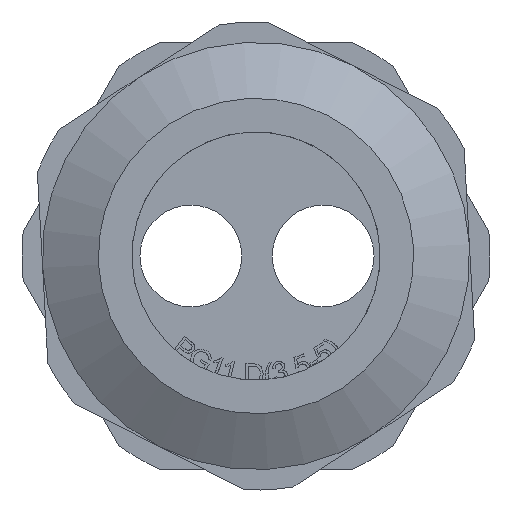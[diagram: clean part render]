
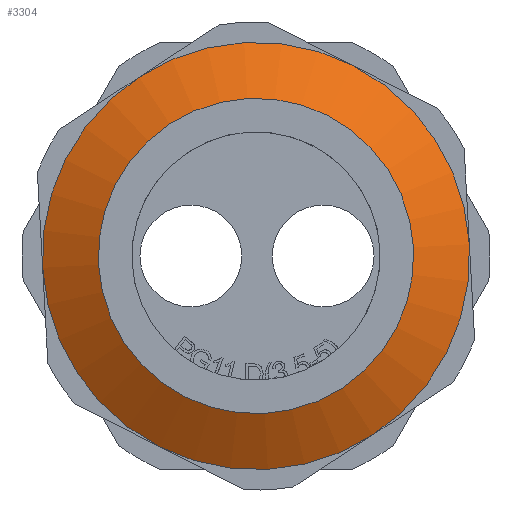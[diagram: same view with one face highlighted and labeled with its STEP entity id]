
A CAD part, front view. The second image highlights one B-rep face of the part: STEP entity #3304.
In plain terms, the highlighted conical face has half-angle 60 degrees and reference radius 10.5 mm.
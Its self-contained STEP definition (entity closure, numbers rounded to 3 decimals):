
#591=CONICAL_SURFACE('',#12766,10.5,60.);
#3304=ADVANCED_FACE('',(#4173,#4174),#591,.T.);
#4173=FACE_BOUND('',#4440,.T.);
#4174=FACE_BOUND('',#4441,.T.);
#4440=EDGE_LOOP('',(#5945));
#4441=EDGE_LOOP('',(#5946));
#5945=ORIENTED_EDGE('',*,*,#10568,.T.);
#5946=ORIENTED_EDGE('',*,*,#10566,.F.);
#9111=VERTEX_POINT('',#19115);
#9113=VERTEX_POINT('',#19120);
#10566=EDGE_CURVE('',#9111,#9111,#11994,.T.);
#10568=EDGE_CURVE('',#9113,#9113,#11996,.T.);
#11994=CIRCLE('',#12762,7.75);
#11996=CIRCLE('',#12765,10.5);
#12762=AXIS2_PLACEMENT_3D('',#19114,#14440,#14441);
#12765=AXIS2_PLACEMENT_3D('',#19119,#14446,#14447);
#12766=AXIS2_PLACEMENT_3D('',#19121,#14448,#14449);
#14440=DIRECTION('',(0.,-1.,0.));
#14441=DIRECTION('',(-0.837,0.,-0.547));
#14446=DIRECTION('',(0.,-1.,0.));
#14447=DIRECTION('',(-0.837,0.,-0.547));
#14448=DIRECTION('',(0.,1.,0.));
#14449=DIRECTION('',(0.837,0.,0.547));
#19114=CARTESIAN_POINT('',(8.494,1.624,-1.783));
#19115=CARTESIAN_POINT('',(2.005,1.624,-6.021));
#19119=CARTESIAN_POINT('',(8.494,3.211,-1.783));
#19120=CARTESIAN_POINT('',(-0.297,3.211,-7.526));
#19121=CARTESIAN_POINT('',(8.494,3.211,-1.783));
